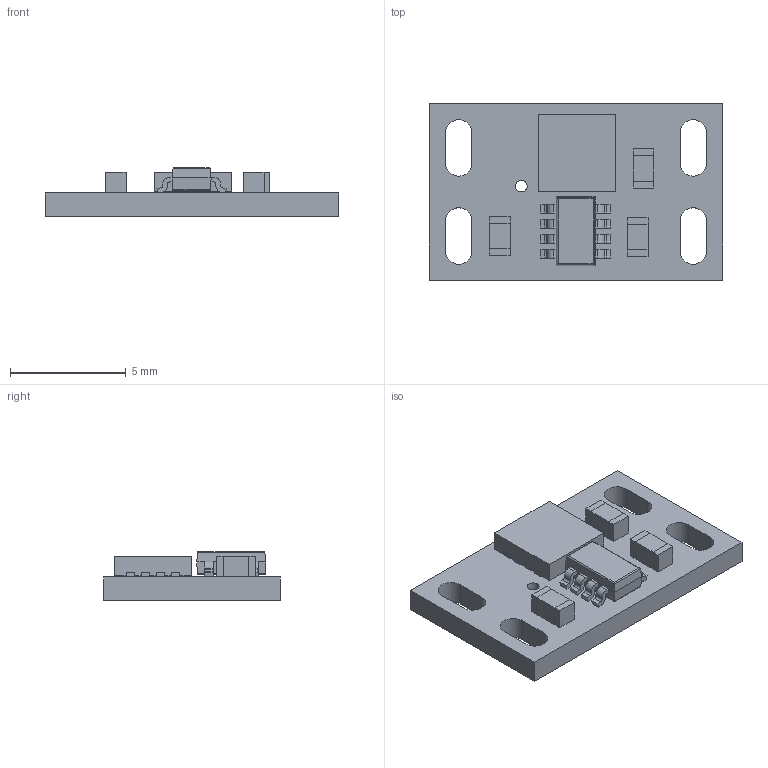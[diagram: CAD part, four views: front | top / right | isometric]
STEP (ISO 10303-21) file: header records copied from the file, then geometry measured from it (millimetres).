
FILE_DESCRIPTION (( 'STEP AP214' ), '1' );
FILE_NAME ('rvp03a-for-step.step', '2026-01-12T19:56:58', ( '' ), ( '' ), 'SwSTEP 2.0', 'SolidWorks 2026', '' );
FILE_SCHEMA (( 'AUTOMOTIVE_DESIGN' ));
Length unit declared in the file: millimetre
Products named in the file (1): rvp03a-for-step
Bounding box: 12.7 x 7.62 x 2.12 mm (x, y, z)
Volume: 107.3 mm3; surface area: 306.1 mm2
Topology: 1 solids, 1 shells, 653 faces, 1808 edges, 1192 vertices
Faces by surface type: plane 419, bspline 184, cylinder 50
Entity records: 34332 total; most frequent: CARTESIAN_POINT 11836, ORIENTED_EDGE 3616, DIRECTION 2438, EDGE_CURVE 1808, VECTOR 1330, LINE 1330, VERTEX_POINT 1192, EDGE_LOOP 720
